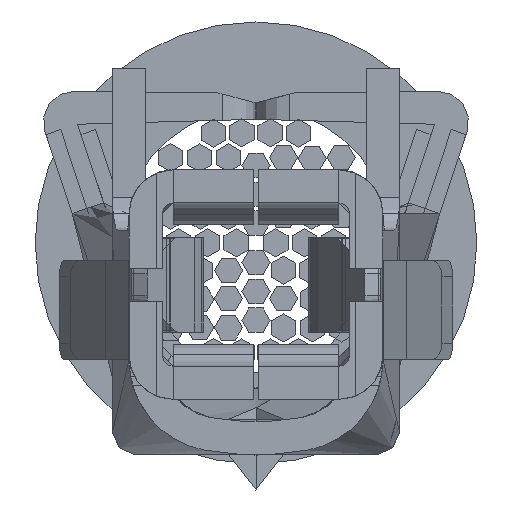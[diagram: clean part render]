
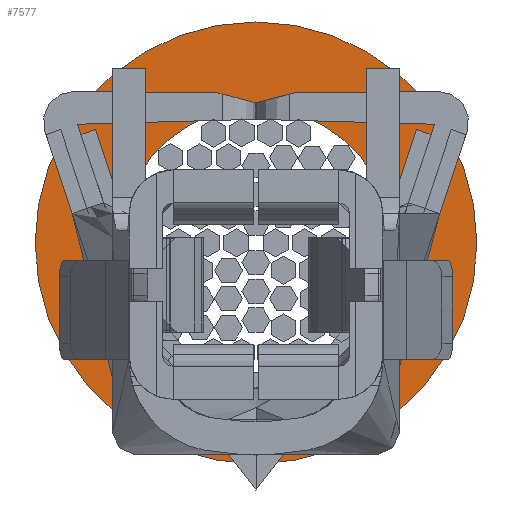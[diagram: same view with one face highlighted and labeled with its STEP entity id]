
A CAD part, front view. The second image highlights one B-rep face of the part: STEP entity #7577.
In plain terms, the highlighted planar face has unit normal (0, -1, 0).
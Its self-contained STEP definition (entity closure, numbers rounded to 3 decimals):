
#1545=PLANE('',#8838);
#1991=ORIENTED_EDGE('',*,*,#3992,.T.);
#1992=ORIENTED_EDGE('',*,*,#3994,.F.);
#3992=EDGE_CURVE('',#5059,#5059,#5794,.T.);
#3994=EDGE_CURVE('',#5061,#5061,#5796,.T.);
#5059=VERTEX_POINT('',#12223);
#5061=VERTEX_POINT('',#12228);
#5794=CIRCLE('',#8833,1.225);
#5796=CIRCLE('',#8836,2.);
#6262=EDGE_LOOP('',(#1991));
#6263=EDGE_LOOP('',(#1992));
#6856=FACE_BOUND('',#6262,.T.);
#6857=FACE_BOUND('',#6263,.T.);
#7577=ADVANCED_FACE('',(#6856,#6857),#1545,.F.);
#8833=AXIS2_PLACEMENT_3D('',#12222,#10032,#10033);
#8836=AXIS2_PLACEMENT_3D('',#12227,#10038,#10039);
#8838=AXIS2_PLACEMENT_3D('',#12230,#10042,#10043);
#10032=DIRECTION('',(0.,1.,0.));
#10033=DIRECTION('',(1.,0.,0.));
#10038=DIRECTION('',(0.,1.,0.));
#10039=DIRECTION('',(1.,0.,0.));
#10042=DIRECTION('',(0.,1.,0.));
#10043=DIRECTION('',(0.,0.,1.));
#12222=CARTESIAN_POINT('',(0.,-150.,0.));
#12223=CARTESIAN_POINT('',(1.225,-150.,0.));
#12227=CARTESIAN_POINT('',(0.,-150.,0.));
#12228=CARTESIAN_POINT('',(2.,-150.,0.));
#12230=CARTESIAN_POINT('',(0.,-150.,0.));
